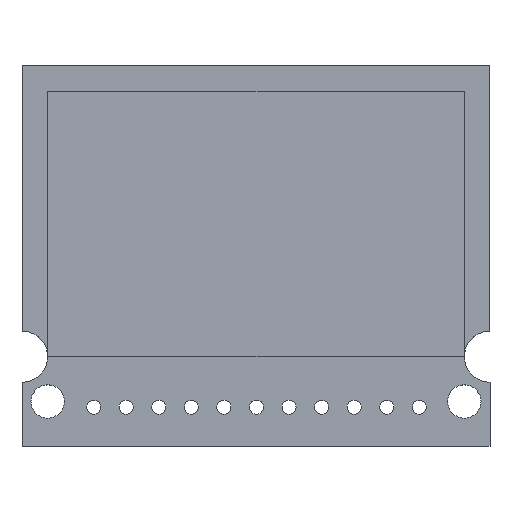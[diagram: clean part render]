
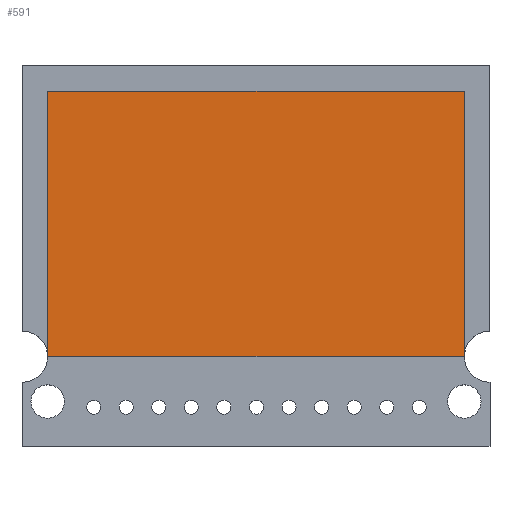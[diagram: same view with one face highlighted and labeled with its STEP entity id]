
A CAD part, top view. The second image highlights one B-rep face of the part: STEP entity #591.
In plain terms, the highlighted planar face has unit normal (0, 0, 1).
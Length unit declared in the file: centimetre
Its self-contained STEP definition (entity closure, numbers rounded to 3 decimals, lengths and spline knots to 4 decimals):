
#170=VERTEX_POINT('',#917);
#171=VERTEX_POINT('',#918);
#174=VERTEX_POINT('',#926);
#176=VERTEX_POINT('',#932);
#198=VECTOR('',#775,1.);
#202=VECTOR('',#780,1.);
#205=VECTOR('',#784,1.);
#208=VECTOR('',#788,1.);
#230=LINE('',#916,#198);
#234=LINE('',#925,#202);
#237=LINE('',#931,#205);
#240=LINE('',#937,#208);
#292=EDGE_CURVE('',#170,#171,#230,.T.);
#296=EDGE_CURVE('',#171,#174,#234,.T.);
#299=EDGE_CURVE('',#174,#176,#237,.T.);
#302=EDGE_CURVE('',#176,#170,#240,.T.);
#420=ORIENTED_EDGE('',*,*,#292,.F.);
#421=ORIENTED_EDGE('',*,*,#302,.F.);
#422=ORIENTED_EDGE('',*,*,#299,.F.);
#423=ORIENTED_EDGE('',*,*,#296,.F.);
#494=EDGE_LOOP('',(#420,#421,#422,#423));
#562=FACE_BOUND('',#494,.T.);
#591=ADVANCED_FACE('',(#562),#957,.T.);
#650=AXIS2_PLACEMENT_3D('',#939,#790,$);
#775=DIRECTION('',(1.,0.,0.));
#780=DIRECTION('',(0.,-1.,0.));
#784=DIRECTION('',(-1.,0.,0.));
#788=DIRECTION('',(0.,1.,0.));
#790=DIRECTION('',(0.,0.,1.));
#916=CARTESIAN_POINT('',(3.25,2.07,0.9));
#917=CARTESIAN_POINT('',(0.,2.07,0.9));
#918=CARTESIAN_POINT('',(3.25,2.07,0.9));
#925=CARTESIAN_POINT('',(3.25,0.,0.9));
#926=CARTESIAN_POINT('',(3.25,0.,0.9));
#931=CARTESIAN_POINT('',(0.,0.,0.9));
#932=CARTESIAN_POINT('',(0.,0.,0.9));
#937=CARTESIAN_POINT('',(0.,2.07,0.9));
#939=CARTESIAN_POINT('',(1.625,1.035,0.9));
#957=PLANE('',#650);
